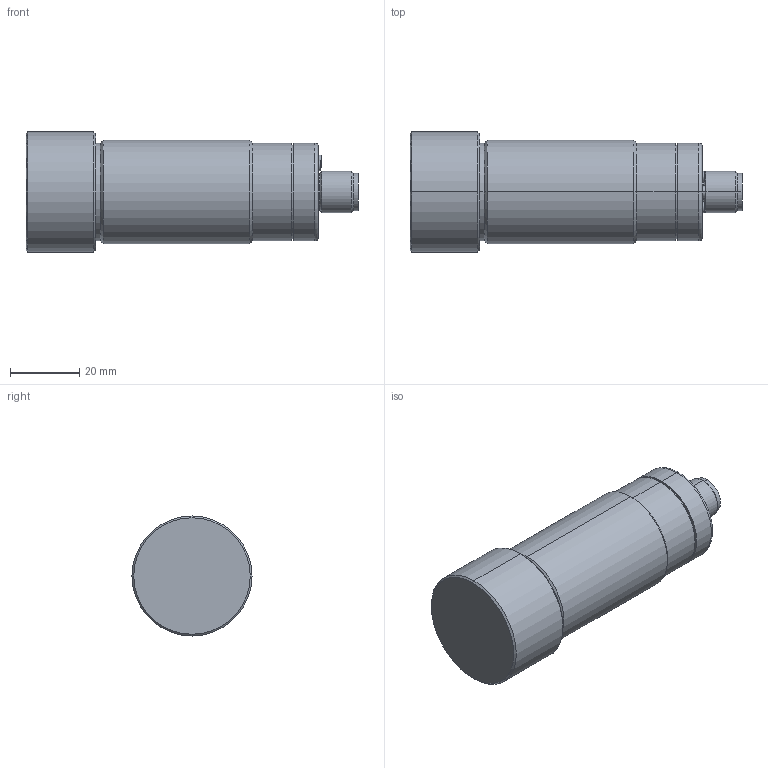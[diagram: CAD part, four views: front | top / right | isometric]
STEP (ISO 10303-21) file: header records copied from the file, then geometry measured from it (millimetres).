
FILE_DESCRIPTION(('starvars output'),'2;1');
FILE_NAME('cv20200403065327000010260.stp','06:53:27 2020/04/03',( 'Thomas Industrial Network Germany GmbH'),( 'Thomas Industrial Network Germany GmbH'),'unknown preprocess','ACIS' ,'unknown authorization');
FILE_SCHEMA(('AUTOMOTIVE_DESIGN_CC2 {UNKNOWN IMPLEMENTATION LEVEL}'));
Length unit declared in the file: millimetre
Products named in the file (1): PRODUCT_ID_1
Bounding box: 95.99 x 34.7 x 34.7 mm (x, y, z)
Volume: 63482.5 mm3; surface area: 10895.5 mm2
Topology: 1 solids, 1 shells, 64 faces, 128 edges, 78 vertices
Faces by surface type: cylinder 35, plane 15, cone 12, torus 2
Entity records: 1956 total; most frequent: ORIENTED_EDGE 256, DIRECTION 210, CARTESIAN_POINT 207, EDGE_CURVE 128, AXIS2_PLACEMENT_3D 81, VERTEX_POINT 78, EDGE_LOOP 76, FACE_BOUND 76
